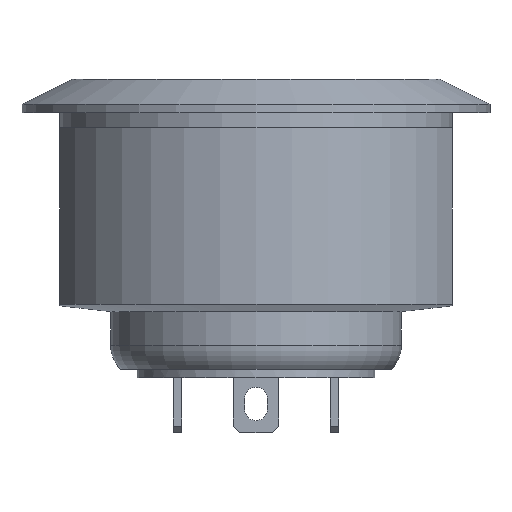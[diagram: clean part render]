
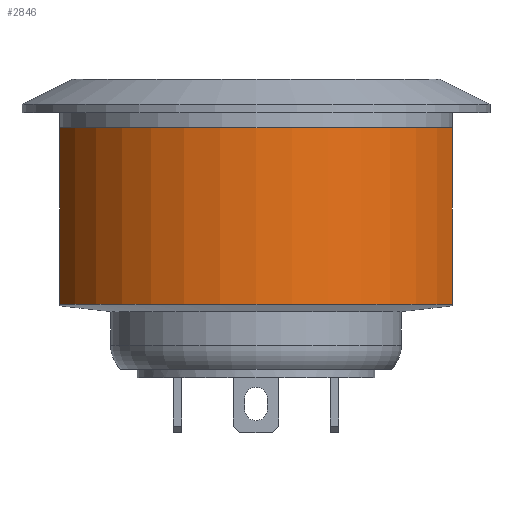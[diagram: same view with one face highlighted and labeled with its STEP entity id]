
A CAD part, front view. The second image highlights one B-rep face of the part: STEP entity #2846.
In plain terms, the highlighted cylindrical face has radius 12.5 mm (diameter 25 mm), a partial arc.
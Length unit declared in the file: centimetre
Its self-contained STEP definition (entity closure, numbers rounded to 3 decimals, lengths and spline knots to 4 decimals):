
#43=CYLINDRICAL_SURFACE('',#3102,1.25);
#159=CIRCLE('',#3103,1.25);
#160=CIRCLE('',#3104,1.25);
#313=FACE_OUTER_BOUND('',#481,.T.);
#481=EDGE_LOOP('',(#2523,#2524,#2525,#2526));
#785=LINE('',#4723,#1082);
#788=LINE('',#4731,#1085);
#1082=VECTOR('',#3876,1.);
#1085=VECTOR('',#3881,1.);
#1343=VERTEX_POINT('',#4713);
#1346=VERTEX_POINT('',#4719);
#1349=VERTEX_POINT('',#4728);
#1350=VERTEX_POINT('',#4730);
#1741=EDGE_CURVE('',#1343,#1346,#785,.T.);
#1744=EDGE_CURVE('',#1350,#1349,#788,.T.);
#1747=EDGE_CURVE('',#1346,#1350,#159,.T.);
#1748=EDGE_CURVE('',#1343,#1349,#160,.T.);
#2523=ORIENTED_EDGE('',*,*,#1741,.T.);
#2524=ORIENTED_EDGE('',*,*,#1747,.T.);
#2525=ORIENTED_EDGE('',*,*,#1744,.T.);
#2526=ORIENTED_EDGE('',*,*,#1748,.F.);
#2846=ADVANCED_FACE('',(#313),#43,.T.);
#3102=AXIS2_PLACEMENT_3D('',#4737,#3883,#3884);
#3103=AXIS2_PLACEMENT_3D('',#4738,#3885,#3886);
#3104=AXIS2_PLACEMENT_3D('',#4739,#3887,#3888);
#3876=DIRECTION('',(0.,0.,-1.));
#3881=DIRECTION('',(0.,0.,1.));
#3883=DIRECTION('center_axis',(0.,0.,1.));
#3884=DIRECTION('ref_axis',(0.,-1.,0.));
#3885=DIRECTION('center_axis',(0.,0.,1.));
#3886=DIRECTION('ref_axis',(0.,-1.,0.));
#3887=DIRECTION('center_axis',(0.,0.,1.));
#3888=DIRECTION('ref_axis',(0.,-1.,0.));
#4713=CARTESIAN_POINT('',(-1.175,-0.4265,-0.09));
#4719=CARTESIAN_POINT('',(-1.175,-0.4265,-1.1467));
#4723=CARTESIAN_POINT('',(-1.175,-0.4265,-0.6183));
#4728=CARTESIAN_POINT('',(1.175,-0.4265,-0.09));
#4730=CARTESIAN_POINT('',(1.175,-0.4265,-1.1467));
#4731=CARTESIAN_POINT('',(1.175,-0.4265,-0.6183));
#4737=CARTESIAN_POINT('Origin',(0.,0.,-0.6183));
#4738=CARTESIAN_POINT('Origin',(0.,0.,-1.1467));
#4739=CARTESIAN_POINT('Origin',(0.,0.,-0.09));
